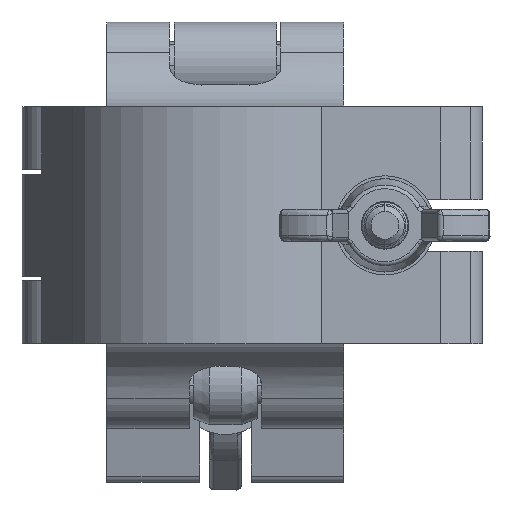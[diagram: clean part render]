
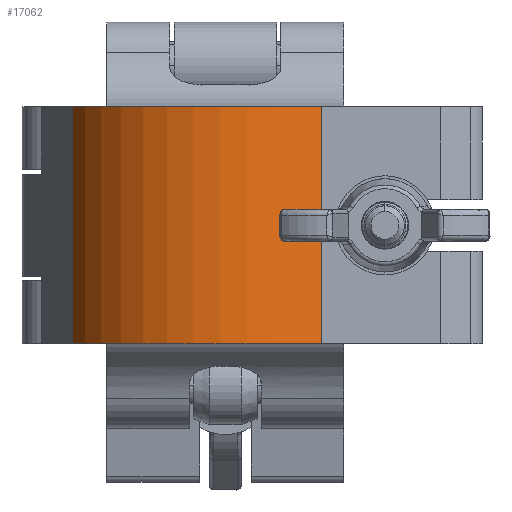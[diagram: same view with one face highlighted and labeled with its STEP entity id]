
A CAD part, front view. The second image highlights one B-rep face of the part: STEP entity #17062.
In plain terms, the highlighted cylindrical face has radius 21 mm (diameter 42 mm), a partial arc.
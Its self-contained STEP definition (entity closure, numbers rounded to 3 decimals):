
#332 = DIRECTION ( 'NONE',  ( 0., 0., -1. ) ) ;
#696 = CARTESIAN_POINT ( 'NONE',  ( 14.95, 7.575, -20.121 ) ) ;
#1410 = EDGE_CURVE ( 'NONE', #18222, #12754, #5366, .T. ) ;
#1826 = CIRCLE ( 'NONE', #11853, 21. ) ;
#2557 = DIRECTION ( 'NONE',  ( -1., 0., 0. ) ) ;
#3504 = VERTEX_POINT ( 'NONE', #3994 ) ;
#3875 = CARTESIAN_POINT ( 'NONE',  ( -14.95, 7.575, -20.121 ) ) ;
#3994 = CARTESIAN_POINT ( 'NONE',  ( -14.95, 15.861, -0.825 ) ) ;
#4028 = AXIS2_PLACEMENT_3D ( 'NONE', #21619, #13002, #332 ) ;
#4354 = CYLINDRICAL_SURFACE ( 'NONE', #6086, 21. ) ;
#4367 = DIRECTION ( 'NONE',  ( 0., 0., 1. ) ) ;
#5366 = LINE ( 'NONE', #18714, #22084 ) ;
#5661 = VECTOR ( 'NONE', #9502, 1000. ) ;
#6086 = AXIS2_PLACEMENT_3D ( 'NONE', #696, #2557, #4367 ) ;
#6209 = LINE ( 'NONE', #18302, #5661 ) ;
#6272 = EDGE_CURVE ( 'NONE', #12754, #3504, #1826, .T. ) ;
#7855 = CARTESIAN_POINT ( 'NONE',  ( 14.95, 15.861, -0.825 ) ) ;
#9090 = ORIENTED_EDGE ( 'NONE', *, *, #1410, .T. ) ;
#9273 = ORIENTED_EDGE ( 'NONE', *, *, #18827, .F. ) ;
#9502 = DIRECTION ( 'NONE',  ( -1., 0., 0. ) ) ;
#11262 = CARTESIAN_POINT ( 'NONE',  ( 14.95, 24.703, -32.271 ) ) ;
#11853 = AXIS2_PLACEMENT_3D ( 'NONE', #3875, #19899, #12543 ) ;
#11883 = ORIENTED_EDGE ( 'NONE', *, *, #18192, .F. ) ;
#12543 = DIRECTION ( 'NONE',  ( 0., 0., -1. ) ) ;
#12690 = CIRCLE ( 'NONE', #4028, 21. ) ;
#12754 = VERTEX_POINT ( 'NONE', #21930 ) ;
#13002 = DIRECTION ( 'NONE',  ( 1., 0., 0. ) ) ;
#13204 = ORIENTED_EDGE ( 'NONE', *, *, #6272, .T. ) ;
#14131 = FACE_OUTER_BOUND ( 'NONE', #18877, .T. ) ;
#14943 = DIRECTION ( 'NONE',  ( -1., 0., 0. ) ) ;
#17062 = ADVANCED_FACE ( 'NONE', ( #14131 ), #4354, .T. ) ;
#17749 = VERTEX_POINT ( 'NONE', #7855 ) ;
#18192 = EDGE_CURVE ( 'NONE', #18222, #17749, #12690, .T. ) ;
#18222 = VERTEX_POINT ( 'NONE', #11262 ) ;
#18302 = CARTESIAN_POINT ( 'NONE',  ( 14.95, 15.861, -0.825 ) ) ;
#18714 = CARTESIAN_POINT ( 'NONE',  ( 14.95, 24.703, -32.271 ) ) ;
#18827 = EDGE_CURVE ( 'NONE', #17749, #3504, #6209, .T. ) ;
#18877 = EDGE_LOOP ( 'NONE', ( #13204, #9273, #11883, #9090 ) ) ;
#19899 = DIRECTION ( 'NONE',  ( 1., 0., 0. ) ) ;
#21619 = CARTESIAN_POINT ( 'NONE',  ( 14.95, 7.575, -20.121 ) ) ;
#21930 = CARTESIAN_POINT ( 'NONE',  ( -14.95, 24.703, -32.271 ) ) ;
#22084 = VECTOR ( 'NONE', #14943, 1000. ) ;
